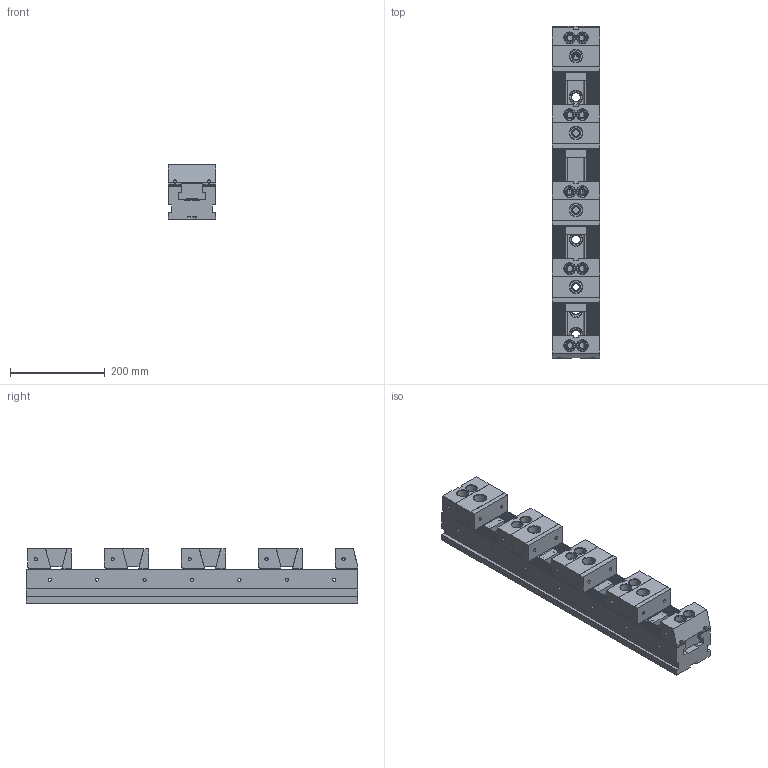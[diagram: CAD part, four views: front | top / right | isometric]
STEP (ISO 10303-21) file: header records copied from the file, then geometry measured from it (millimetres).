
FILE_DESCRIPTION( ( 'Unknown' ), '1' );
FILE_NAME( 'SVF-A-10070-100(4).stp', 'Unknown', ( 'Unknown' ), ( 'Unknown' ), 'PSStep 17.0.49', 'Unknown', ' ' );
FILE_SCHEMA( ( 'AUTOMOTIVE_DESIGN { 1 0 10303 214 1 1 1 1 }' ) );
Length unit declared in the file: millimetre
Products named in the file (13): SVF-AB04-100; 4-01-CAPA-M6L15; 1-SVF-AB04-100-2; 1-SVF-AB04-100-1; SVF-A01-100; 1-SVF-ABT-100-2; 1-SVF-A01-100-1; SVF-AB03-100; 1-SVF-AB03-100-1; 1-SVF-AB03-100-2; 3-SVF-AB03-A01-AB04-100; Assem1; SVF-AB01-10070-100
Assembly tree (18 placements, depth 4):
  Assem1
    SVF-AB01-10070-100
    3-SVF-AB03-A01-AB04-100  x4
      SVF-AB04-100
        4-01-CAPA-M6L15  x3
        1-SVF-AB04-100-2
        1-SVF-AB04-100-1
      SVF-A01-100
        1-SVF-ABT-100-2
        1-SVF-A01-100-1
      SVF-AB03-100
        1-SVF-AB03-100-1
        1-SVF-AB03-100-2
    SVF-AB03-100
      1-SVF-AB03-100-1
      1-SVF-AB03-100-2
Bounding box: 100 x 700 x 114.6 mm (x, y, z)
Volume: 5563055.5 mm3; surface area: 792889.2 mm2
Topology: 39 solids, 39 shells, 3859 faces, 10509 edges, 6767 vertices
Faces by surface type: plane 2824, cylinder 532, cone 491, torus 12
Full cylindrical faces by diameter (mm): 5 x190, 6 x168, 6.5 x12, 6.8 x42, 7 x10, 10 x12, 11 x22, 12.5 x10, 14 x4, 16 x12, 16.5 x4, 18 x7, 23 x10, 26 x13
Entity records: 84901 total; most frequent: CARTESIAN_POINT 12171, ORIENTED_EDGE 11932, DIRECTION 10505, EDGE_CURVE 5966, LINE 5709, VECTOR 5709, VERTEX_POINT 4064, AXIS2_PLACEMENT_3D 2398
